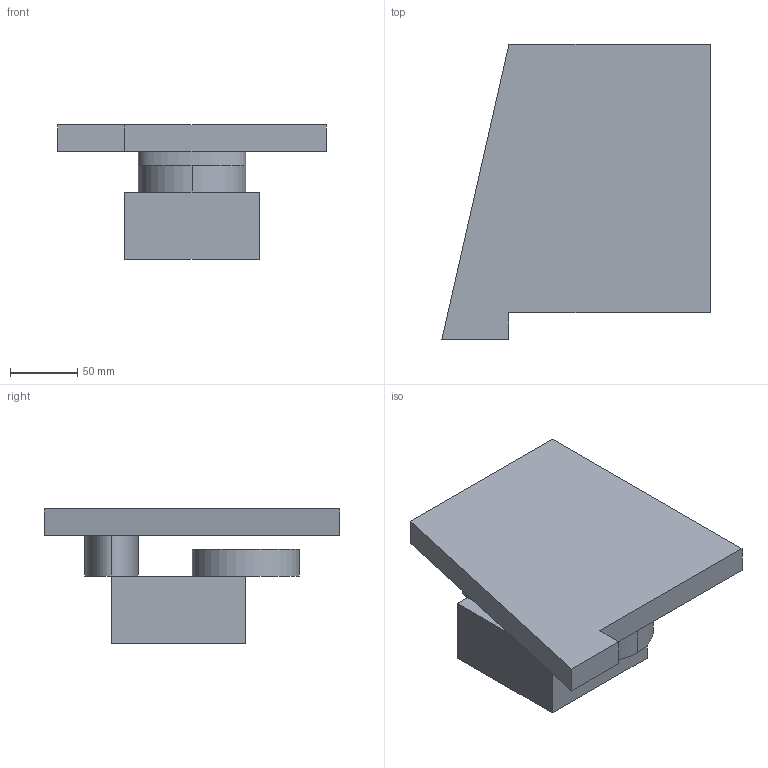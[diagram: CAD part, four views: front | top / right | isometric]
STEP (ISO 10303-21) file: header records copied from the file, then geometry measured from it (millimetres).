
FILE_DESCRIPTION((''),'2;1');
FILE_NAME('FFF_ASM','2017-09-12T',('user'),(''),'CREO PARAMETRIC BY PTC INC, 2014350','CREO PARAMETRIC BY PTC INC, 2014350','');
FILE_SCHEMA(('CONFIG_CONTROL_DESIGN'));
Length unit declared in the file: millimetre
Products named in the file (5): 001; 002; 003; 004; FFF_ASM
Assembly tree (4 placements, depth 2):
  FFF_ASM
    001
    002
    003
    004
Bounding box: 200 x 220 x 100 mm (x, y, z)
Volume: 1385930.1 mm3; surface area: 152831.6 mm2
Topology: 4 solids, 4 shells, 22 faces, 42 edges, 28 vertices
Faces by surface type: plane 18, cylinder 2, extrusion 2
Entity records: 1068 total; most frequent: CARTESIAN_POINT 193, COLOUR_RGB 139, DIRECTION 106, ORIENTED_EDGE 84, PRESENTATION_STYLE_ASSIGNMENT 46, STYLED_ITEM 46, CURVE_STYLE 42, EDGE_CURVE 42
